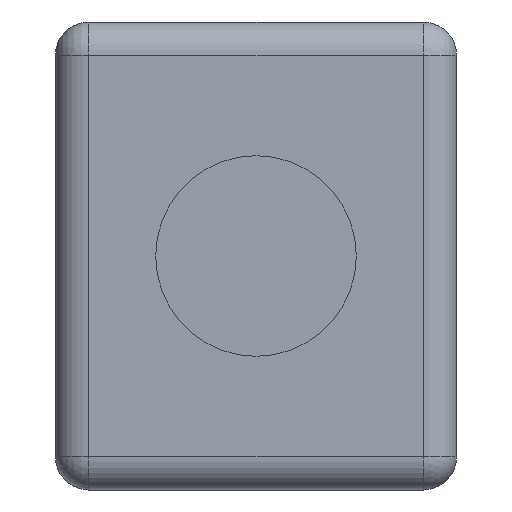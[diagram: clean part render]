
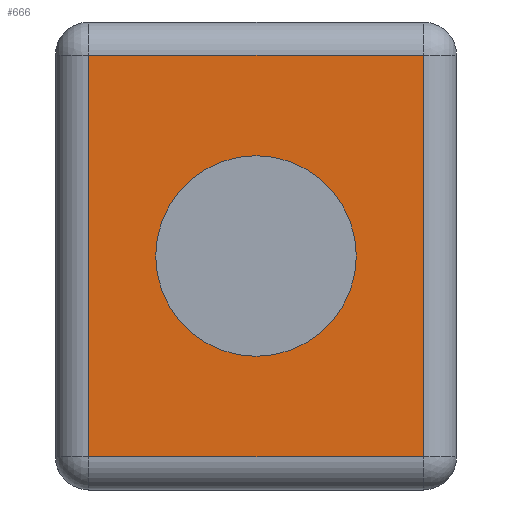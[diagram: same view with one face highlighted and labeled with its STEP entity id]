
A CAD part, left-side view. The second image highlights one B-rep face of the part: STEP entity #666.
In plain terms, the highlighted planar face has unit normal (-1, 0, 0).
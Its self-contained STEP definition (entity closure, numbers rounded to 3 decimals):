
#26 = VERTEX_POINT ( 'NONE', #91 ) ;
#35 = PLANE ( 'NONE',  #483 ) ;
#63 = CARTESIAN_POINT ( 'NONE',  ( -31., -3., -3. ) ) ;
#66 = DIRECTION ( 'NONE',  ( 0., -1., 0. ) ) ;
#74 = CIRCLE ( 'NONE', #961, 1.5 ) ;
#83 = AXIS2_PLACEMENT_3D ( 'NONE', #163, #705, #319 ) ;
#91 = CARTESIAN_POINT ( 'NONE',  ( -31., 0., 1.5 ) ) ;
#106 = EDGE_CURVE ( 'NONE', #226, #26, #74, .T. ) ;
#122 = DIRECTION ( 'NONE',  ( 1., 0., 0. ) ) ;
#124 = CARTESIAN_POINT ( 'NONE',  ( -31., -2.5, 3.5 ) ) ;
#127 = EDGE_LOOP ( 'NONE', ( #368, #365 ) ) ;
#130 = DIRECTION ( 'NONE',  ( 0., 0., 1. ) ) ;
#163 = CARTESIAN_POINT ( 'NONE',  ( -31., 0., 0. ) ) ;
#188 = DIRECTION ( 'NONE',  ( 0., 0., 1. ) ) ;
#202 = ORIENTED_EDGE ( 'NONE', *, *, #640, .T. ) ;
#209 = CARTESIAN_POINT ( 'NONE',  ( -31., -2.5, -3. ) ) ;
#226 = VERTEX_POINT ( 'NONE', #374 ) ;
#251 = CIRCLE ( 'NONE', #83, 1.5 ) ;
#265 = VECTOR ( 'NONE', #952, 1000. ) ;
#319 = DIRECTION ( 'NONE',  ( 0., 0., 1. ) ) ;
#365 = ORIENTED_EDGE ( 'NONE', *, *, #106, .F. ) ;
#368 = ORIENTED_EDGE ( 'NONE', *, *, #908, .F. ) ;
#374 = CARTESIAN_POINT ( 'NONE',  ( -31., 0., -1.5 ) ) ;
#398 = EDGE_CURVE ( 'NONE', #659, #826, #549, .T. ) ;
#414 = CARTESIAN_POINT ( 'NONE',  ( -31., 2.5, 3.5 ) ) ;
#453 = FACE_OUTER_BOUND ( 'NONE', #686, .T. ) ;
#483 = AXIS2_PLACEMENT_3D ( 'NONE', #906, #122, #578 ) ;
#485 = DIRECTION ( 'NONE',  ( -1., 0., 0. ) ) ;
#508 = CARTESIAN_POINT ( 'NONE',  ( -31., 2.5, -3. ) ) ;
#527 = CARTESIAN_POINT ( 'NONE',  ( -31., -2.5, 3. ) ) ;
#549 = LINE ( 'NONE', #414, #265 ) ;
#578 = DIRECTION ( 'NONE',  ( 0., 0., -1. ) ) ;
#592 = ORIENTED_EDGE ( 'NONE', *, *, #1023, .T. ) ;
#631 = ORIENTED_EDGE ( 'NONE', *, *, #781, .T. ) ;
#640 = EDGE_CURVE ( 'NONE', #680, #819, #927, .T. ) ;
#659 = VERTEX_POINT ( 'NONE', #830 ) ;
#661 = LINE ( 'NONE', #63, #729 ) ;
#666 = ADVANCED_FACE ( 'NONE', ( #453, #902 ), #35, .F. ) ;
#680 = VERTEX_POINT ( 'NONE', #209 ) ;
#686 = EDGE_LOOP ( 'NONE', ( #631, #202, #592, #935 ) ) ;
#705 = DIRECTION ( 'NONE',  ( -1., 0., 0. ) ) ;
#718 = VECTOR ( 'NONE', #859, 1000. ) ;
#719 = VECTOR ( 'NONE', #130, 1000. ) ;
#727 = CARTESIAN_POINT ( 'NONE',  ( -31., 0., 0. ) ) ;
#729 = VECTOR ( 'NONE', #66, 1000. ) ;
#781 = EDGE_CURVE ( 'NONE', #826, #680, #661, .T. ) ;
#795 = CARTESIAN_POINT ( 'NONE',  ( -31., -3., 3. ) ) ;
#819 = VERTEX_POINT ( 'NONE', #527 ) ;
#826 = VERTEX_POINT ( 'NONE', #508 ) ;
#830 = CARTESIAN_POINT ( 'NONE',  ( -31., 2.5, 3. ) ) ;
#859 = DIRECTION ( 'NONE',  ( 0., 1., 0. ) ) ;
#902 = FACE_BOUND ( 'NONE', #127, .T. ) ;
#906 = CARTESIAN_POINT ( 'NONE',  ( -31., -3., 3.5 ) ) ;
#908 = EDGE_CURVE ( 'NONE', #26, #226, #251, .T. ) ;
#926 = LINE ( 'NONE', #795, #718 ) ;
#927 = LINE ( 'NONE', #124, #719 ) ;
#935 = ORIENTED_EDGE ( 'NONE', *, *, #398, .T. ) ;
#952 = DIRECTION ( 'NONE',  ( 0., 0., -1. ) ) ;
#961 = AXIS2_PLACEMENT_3D ( 'NONE', #727, #485, #188 ) ;
#1023 = EDGE_CURVE ( 'NONE', #819, #659, #926, .T. ) ;
